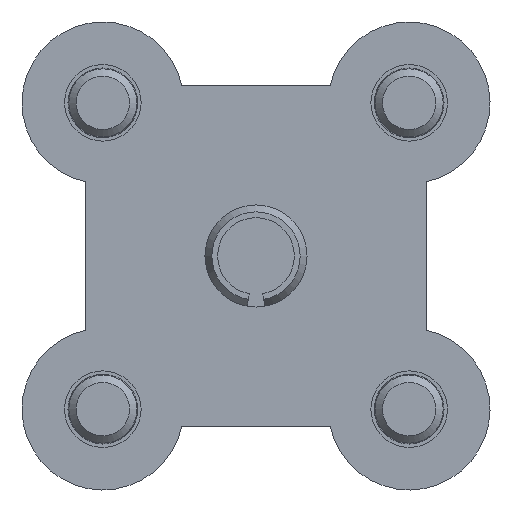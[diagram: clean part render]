
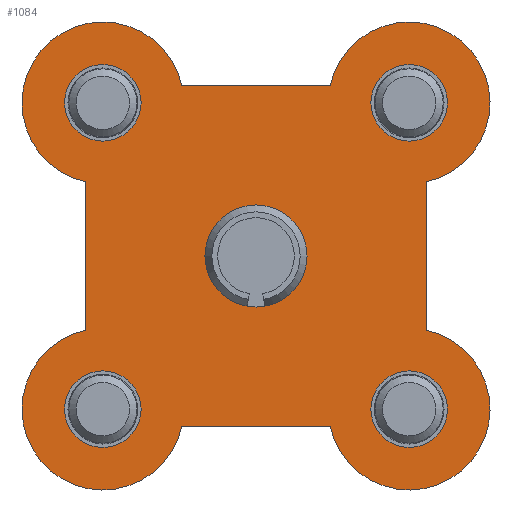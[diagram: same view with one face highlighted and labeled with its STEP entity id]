
A CAD part, front view. The second image highlights one B-rep face of the part: STEP entity #1084.
In plain terms, the highlighted planar face has unit normal (0, -1, 0).
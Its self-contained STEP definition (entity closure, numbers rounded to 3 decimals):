
#75=PLANE('',#1210);
#107=LINE('',#1706,#183);
#118=LINE('',#1730,#194);
#127=LINE('',#1752,#203);
#140=LINE('',#1785,#216);
#183=VECTOR('',#1331,1000.);
#194=VECTOR('',#1348,1000.);
#203=VECTOR('',#1367,1000.);
#216=VECTOR('',#1396,1000.);
#258=CIRCLE('',#1186,4.75);
#262=CIRCLE('',#1194,4.75);
#267=CIRCLE('',#1203,4.75);
#269=CIRCLE('',#1206,4.75);
#272=CIRCLE('',#1211,2.25);
#273=CIRCLE('',#1212,2.25);
#274=CIRCLE('',#1213,2.25);
#275=CIRCLE('',#1214,2.25);
#276=CIRCLE('',#1215,3.);
#402=ORIENTED_EDGE('',*,*,#674,.T.);
#403=ORIENTED_EDGE('',*,*,#675,.T.);
#404=ORIENTED_EDGE('',*,*,#676,.T.);
#405=ORIENTED_EDGE('',*,*,#677,.T.);
#406=ORIENTED_EDGE('',*,*,#678,.T.);
#407=ORIENTED_EDGE('',*,*,#642,.F.);
#408=ORIENTED_EDGE('',*,*,#653,.F.);
#409=ORIENTED_EDGE('',*,*,#619,.F.);
#410=ORIENTED_EDGE('',*,*,#638,.F.);
#411=ORIENTED_EDGE('',*,*,#631,.F.);
#412=ORIENTED_EDGE('',*,*,#669,.F.);
#413=ORIENTED_EDGE('',*,*,#659,.F.);
#414=ORIENTED_EDGE('',*,*,#671,.F.);
#619=EDGE_CURVE('',#764,#765,#107,.T.);
#631=EDGE_CURVE('',#774,#775,#118,.T.);
#638=EDGE_CURVE('',#775,#764,#258,.T.);
#642=EDGE_CURVE('',#782,#783,#127,.T.);
#653=EDGE_CURVE('',#765,#782,#262,.T.);
#659=EDGE_CURVE('',#794,#795,#140,.T.);
#669=EDGE_CURVE('',#795,#774,#267,.T.);
#671=EDGE_CURVE('',#783,#794,#269,.T.);
#674=EDGE_CURVE('',#800,#800,#272,.T.);
#675=EDGE_CURVE('',#801,#801,#273,.T.);
#676=EDGE_CURVE('',#802,#802,#274,.T.);
#677=EDGE_CURVE('',#803,#803,#275,.T.);
#678=EDGE_CURVE('',#804,#804,#276,.T.);
#764=VERTEX_POINT('',#1705);
#765=VERTEX_POINT('',#1707);
#774=VERTEX_POINT('',#1729);
#775=VERTEX_POINT('',#1731);
#782=VERTEX_POINT('',#1751);
#783=VERTEX_POINT('',#1753);
#794=VERTEX_POINT('',#1784);
#795=VERTEX_POINT('',#1786);
#800=VERTEX_POINT('',#1812);
#801=VERTEX_POINT('',#1814);
#802=VERTEX_POINT('',#1816);
#803=VERTEX_POINT('',#1818);
#804=VERTEX_POINT('',#1820);
#878=EDGE_LOOP('',(#402));
#879=EDGE_LOOP('',(#403));
#880=EDGE_LOOP('',(#404));
#881=EDGE_LOOP('',(#405));
#882=EDGE_LOOP('',(#406));
#883=EDGE_LOOP('',(#407,#408,#409,#410,#411,#412,#413,#414));
#972=FACE_BOUND('',#878,.T.);
#973=FACE_BOUND('',#879,.T.);
#974=FACE_BOUND('',#880,.T.);
#975=FACE_BOUND('',#881,.T.);
#976=FACE_BOUND('',#882,.T.);
#977=FACE_BOUND('',#883,.T.);
#1084=ADVANCED_FACE('',(#972,#973,#974,#975,#976,#977),#75,.F.);
#1186=AXIS2_PLACEMENT_3D('',#1743,#1360,#1361);
#1194=AXIS2_PLACEMENT_3D('',#1772,#1387,#1388);
#1203=AXIS2_PLACEMENT_3D('',#1803,#1416,#1417);
#1206=AXIS2_PLACEMENT_3D('',#1806,#1422,#1423);
#1210=AXIS2_PLACEMENT_3D('',#1810,#1430,#1431);
#1211=AXIS2_PLACEMENT_3D('',#1811,#1432,#1433);
#1212=AXIS2_PLACEMENT_3D('',#1813,#1434,#1435);
#1213=AXIS2_PLACEMENT_3D('',#1815,#1436,#1437);
#1214=AXIS2_PLACEMENT_3D('',#1817,#1438,#1439);
#1215=AXIS2_PLACEMENT_3D('',#1819,#1440,#1441);
#1331=DIRECTION('',(-1.,0.,0.));
#1348=DIRECTION('',(0.,0.,-1.));
#1360=DIRECTION('',(0.,1.,0.));
#1361=DIRECTION('',(1.,0.,0.));
#1367=DIRECTION('',(0.,0.,1.));
#1387=DIRECTION('',(0.,1.,0.));
#1388=DIRECTION('',(1.,0.,0.));
#1396=DIRECTION('',(1.,0.,0.));
#1416=DIRECTION('',(0.,1.,0.));
#1417=DIRECTION('',(1.,0.,0.));
#1422=DIRECTION('',(0.,1.,0.));
#1423=DIRECTION('',(1.,0.,0.));
#1430=DIRECTION('',(0.,1.,0.));
#1431=DIRECTION('',(0.,0.,1.));
#1432=DIRECTION('',(0.,1.,0.));
#1433=DIRECTION('',(1.,0.,0.));
#1434=DIRECTION('',(0.,1.,0.));
#1435=DIRECTION('',(1.,0.,0.));
#1436=DIRECTION('',(0.,1.,0.));
#1437=DIRECTION('',(1.,0.,0.));
#1438=DIRECTION('',(0.,1.,0.));
#1439=DIRECTION('',(1.,0.,0.));
#1440=DIRECTION('',(0.,1.,0.));
#1441=DIRECTION('',(1.,0.,0.));
#1705=CARTESIAN_POINT('',(4.356,0.,-10.));
#1706=CARTESIAN_POINT('',(4.356,0.,-10.));
#1707=CARTESIAN_POINT('',(-4.356,0.,-10.));
#1729=CARTESIAN_POINT('',(10.,0.,4.356));
#1730=CARTESIAN_POINT('',(10.,0.,4.356));
#1731=CARTESIAN_POINT('',(10.,0.,-4.356));
#1743=CARTESIAN_POINT('',(9.,0.,-9.));
#1751=CARTESIAN_POINT('',(-10.,0.,-4.356));
#1752=CARTESIAN_POINT('',(-10.,0.,-4.356));
#1753=CARTESIAN_POINT('',(-10.,0.,4.356));
#1772=CARTESIAN_POINT('',(-9.,0.,-9.));
#1784=CARTESIAN_POINT('',(-4.356,0.,10.));
#1785=CARTESIAN_POINT('',(-4.356,0.,10.));
#1786=CARTESIAN_POINT('',(4.356,0.,10.));
#1803=CARTESIAN_POINT('',(9.,0.,9.));
#1806=CARTESIAN_POINT('',(-9.,0.,9.));
#1810=CARTESIAN_POINT('',(-9.,0.,9.));
#1811=CARTESIAN_POINT('',(9.,0.,-9.));
#1812=CARTESIAN_POINT('',(11.25,0.,-9.));
#1813=CARTESIAN_POINT('',(-9.,0.,-9.));
#1814=CARTESIAN_POINT('',(-6.75,0.,-9.));
#1815=CARTESIAN_POINT('',(9.,0.,9.));
#1816=CARTESIAN_POINT('',(11.25,0.,9.));
#1817=CARTESIAN_POINT('',(-9.,0.,9.));
#1818=CARTESIAN_POINT('',(-6.75,0.,9.));
#1819=CARTESIAN_POINT('',(0.,0.,0.));
#1820=CARTESIAN_POINT('',(3.,0.,0.));
